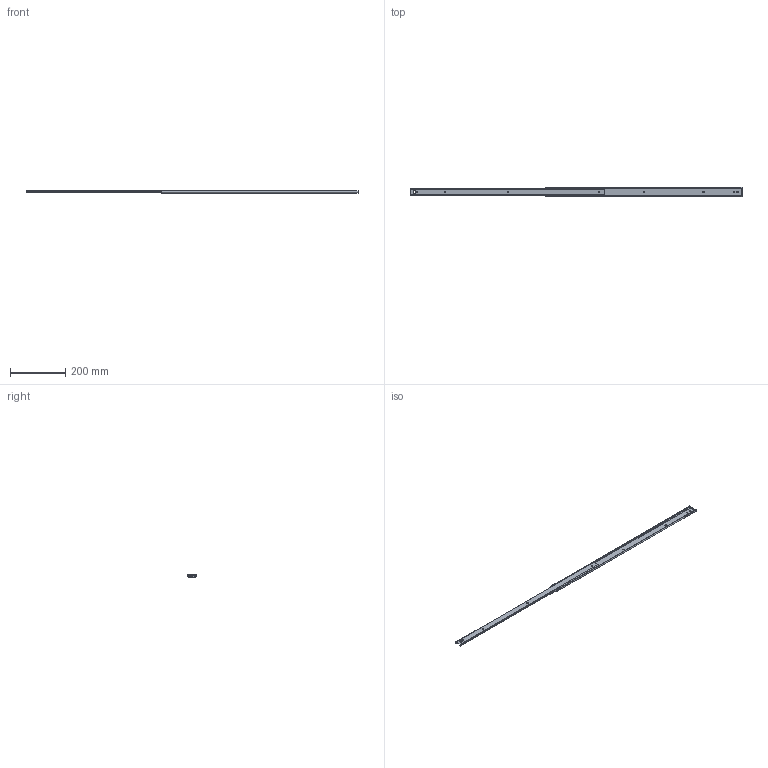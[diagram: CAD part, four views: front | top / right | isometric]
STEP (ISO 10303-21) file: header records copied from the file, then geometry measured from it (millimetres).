
FILE_DESCRIPTION (( 'STEP AP203' ), '1' );
FILE_NAME ('KC-1261-S-28.STEP', '2013-01-15T04:33:33', ( '11sw' ), ( 'タキゲン製造株式会社' ), 'SwSTEP 2.0', 'SolidWorks 2011', '' );
FILE_SCHEMA (( 'CONFIG_CONTROL_DESIGN' ));
Length unit declared in the file: millimetre
Products named in the file (3): KC-1261-S-28; KC-1261-S-28僀儞僫乕_; KC-1261-S-28傾僂僞乕_
Assembly tree (2 placements, depth 2):
  KC-1261-S-28
    KC-1261-S-28僀儞僫乕_
    KC-1261-S-28傾僂僞乕_
Bounding box: 1204.2 x 35.27 x 9.5 mm (x, y, z)
Volume: 89478.7 mm3; surface area: 117857.5 mm2
Topology: 2 solids, 2 shells, 101 faces, 288 edges, 192 vertices
Faces by surface type: plane 58, cylinder 43
Entity records: 3661 total; most frequent: CARTESIAN_POINT 586, DIRECTION 586, ORIENTED_EDGE 576, EDGE_CURVE 288, VECTOR 202, LINE 202, AXIS2_PLACEMENT_3D 192, VERTEX_POINT 192
